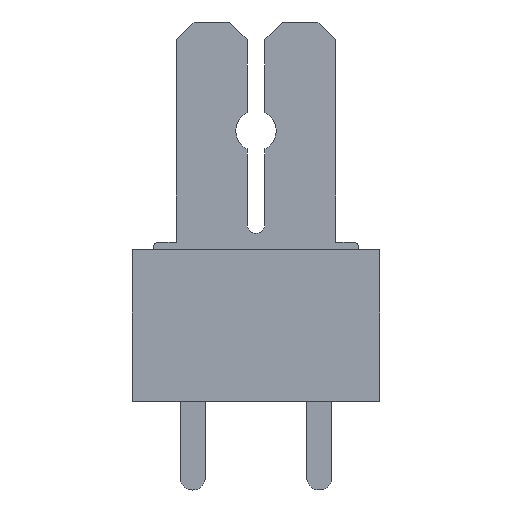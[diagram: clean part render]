
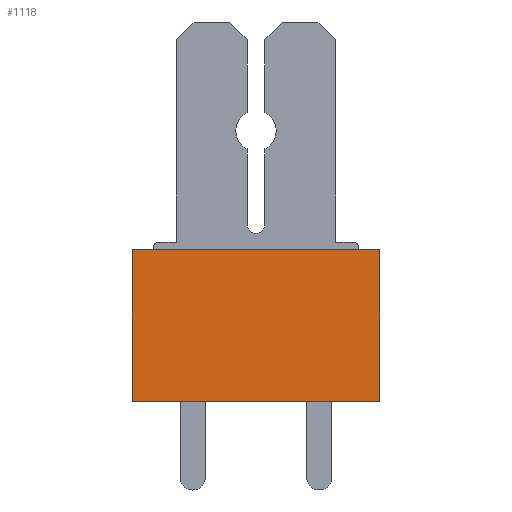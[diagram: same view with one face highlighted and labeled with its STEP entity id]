
A CAD part, left-side view. The second image highlights one B-rep face of the part: STEP entity #1118.
In plain terms, the highlighted planar face has unit normal (-1, 0, 0).
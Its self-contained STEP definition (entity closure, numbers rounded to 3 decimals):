
#1110=AXIS2_PLACEMENT_3D('Plane Axis2P3D',#1107,#1108,#1109) ;
#49=CARTESIAN_POINT('Vertex',(0.,9.8,9.5)) ;
#52=CARTESIAN_POINT('Line Origine',(0.,4.9,9.5)) ;
#56=CARTESIAN_POINT('Vertex',(0.,0.,9.5)) ;
#563=CARTESIAN_POINT('Vertex',(0.,9.8,3.5)) ;
#566=CARTESIAN_POINT('Line Origine',(0.,9.8,6.5)) ;
#594=CARTESIAN_POINT('Vertex',(0.,0.,3.5)) ;
#597=CARTESIAN_POINT('Line Origine',(0.,4.9,3.5)) ;
#1095=CARTESIAN_POINT('Line Origine',(0.,0.,6.5)) ;
#1107=CARTESIAN_POINT('Axis2P3D Location',(0.,0.,0.)) ;
#53=DIRECTION('Vector Direction',(0.,-1.,0.)) ;
#567=DIRECTION('Vector Direction',(0.,0.,1.)) ;
#598=DIRECTION('Vector Direction',(0.,1.,0.)) ;
#1096=DIRECTION('Vector Direction',(0.,0.,-1.)) ;
#1108=DIRECTION('Axis2P3D Direction',(-1.,0.,0.)) ;
#1109=DIRECTION('Axis2P3D XDirection',(0.,0.,1.)) ;
#54=VECTOR('Line Direction',#53,1.) ;
#568=VECTOR('Line Direction',#567,1.) ;
#599=VECTOR('Line Direction',#598,1.) ;
#1097=VECTOR('Line Direction',#1096,1.) ;
#1113=ORIENTED_EDGE('',*,*,#58,.T.) ;
#1114=ORIENTED_EDGE('',*,*,#570,.T.) ;
#1115=ORIENTED_EDGE('',*,*,#601,.T.) ;
#1116=ORIENTED_EDGE('',*,*,#1099,.T.) ;
#1118=ADVANCED_FACE('Housing',(#1117),#1111,.T.) ;
#58=EDGE_CURVE('',#57,#50,#55,.F.) ;
#570=EDGE_CURVE('',#50,#564,#569,.F.) ;
#601=EDGE_CURVE('',#564,#595,#600,.F.) ;
#1099=EDGE_CURVE('',#595,#57,#1098,.F.) ;
#1112=EDGE_LOOP('',(#1113,#1114,#1115,#1116)) ;
#1117=FACE_OUTER_BOUND('',#1112,.T.) ;
#55=LINE('Line',#52,#54) ;
#569=LINE('Line',#566,#568) ;
#600=LINE('Line',#597,#599) ;
#1098=LINE('Line',#1095,#1097) ;
#1111=PLANE('',#1110) ;
#50=VERTEX_POINT('',#49) ;
#57=VERTEX_POINT('',#56) ;
#564=VERTEX_POINT('',#563) ;
#595=VERTEX_POINT('',#594) ;
